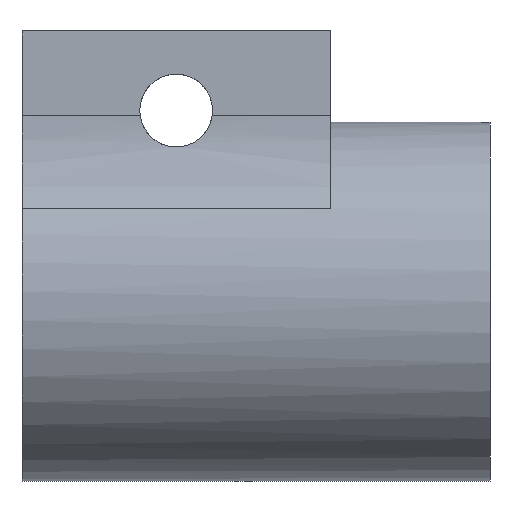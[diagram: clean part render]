
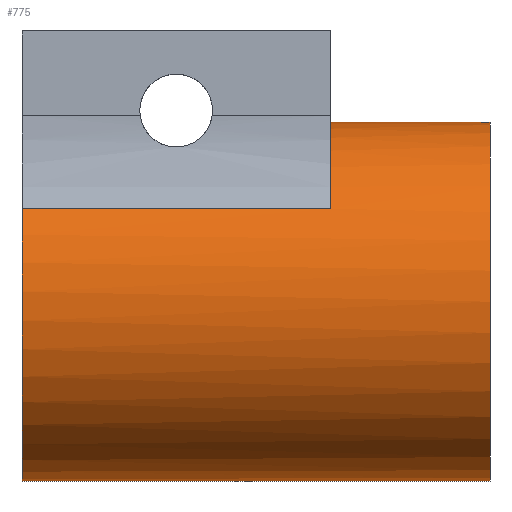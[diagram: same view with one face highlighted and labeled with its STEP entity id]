
A CAD part, left-side view. The second image highlights one B-rep face of the part: STEP entity #775.
In plain terms, the highlighted cylindrical face has radius 6.35 mm (diameter 12.7 mm), a partial arc.
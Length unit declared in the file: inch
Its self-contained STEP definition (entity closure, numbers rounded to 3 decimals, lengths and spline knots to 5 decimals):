
#73 = DIRECTION ( 'NONE',  ( 0., -1., 0. ) ) ;
#100 = CARTESIAN_POINT ( 'NONE',  ( -0.21375, 0.2225, 0.12966 ) ) ;
#238 = CARTESIAN_POINT ( 'NONE',  ( -0.0275, 0.2225, 0.24848 ) ) ;
#246 = DIRECTION ( 'NONE',  ( 0., -1., 0. ) ) ;
#274 = CIRCLE ( 'NONE', #1870, 0.25 ) ;
#373 = CIRCLE ( 'NONE', #869, 0.25 ) ;
#381 = LINE ( 'NONE', #1250, #3607 ) ;
#420 = VERTEX_POINT ( 'NONE', #100 ) ;
#476 = CARTESIAN_POINT ( 'NONE',  ( 0., 0.2225, 0.25 ) ) ;
#485 = DIRECTION ( 'NONE',  ( 0., 1., 0. ) ) ;
#552 = VECTOR ( 'NONE', #2726, 39.37008 ) ;
#594 = ORIENTED_EDGE ( 'NONE', *, *, #3936, .T. ) ;
#673 = DIRECTION ( 'NONE',  ( 0., 0., -1. ) ) ;
#688 = CARTESIAN_POINT ( 'NONE',  ( 0., 0., 0. ) ) ;
#723 = EDGE_CURVE ( 'NONE', #1807, #3515, #1808, .T. ) ;
#745 = AXIS2_PLACEMENT_3D ( 'NONE', #2719, #844, #3031 ) ;
#761 = FACE_OUTER_BOUND ( 'NONE', #1536, .T. ) ;
#775 = ADVANCED_FACE ( 'NONE', ( #761 ), #2236, .T. ) ;
#844 = DIRECTION ( 'NONE',  ( 0., 1., 0. ) ) ;
#850 = CARTESIAN_POINT ( 'NONE',  ( -0.21375, 0.6525, 0.12966 ) ) ;
#854 = CARTESIAN_POINT ( 'NONE',  ( 0., 0.6525, 0.25 ) ) ;
#869 = AXIS2_PLACEMENT_3D ( 'NONE', #1213, #3396, #1543 ) ;
#996 = DIRECTION ( 'NONE',  ( 0., 0., 1. ) ) ;
#1110 = AXIS2_PLACEMENT_3D ( 'NONE', #2257, #73, #673 ) ;
#1179 = CARTESIAN_POINT ( 'NONE',  ( -0.21375, 0.6525, 0.12966 ) ) ;
#1183 = ORIENTED_EDGE ( 'NONE', *, *, #723, .F. ) ;
#1209 = ORIENTED_EDGE ( 'NONE', *, *, #2153, .T. ) ;
#1213 = CARTESIAN_POINT ( 'NONE',  ( 0., 0.2225, 0. ) ) ;
#1226 = VERTEX_POINT ( 'NONE', #1179 ) ;
#1250 = CARTESIAN_POINT ( 'NONE',  ( 0., 0.6525, -0.25 ) ) ;
#1415 = CARTESIAN_POINT ( 'NONE',  ( 0., 0., 0.25 ) ) ;
#1434 = EDGE_CURVE ( 'NONE', #420, #3610, #2817, .T. ) ;
#1536 = EDGE_LOOP ( 'NONE', ( #1183, #1603, #2587, #1618, #3307, #594, #1209 ) ) ;
#1543 = DIRECTION ( 'NONE',  ( 0., 0., 1. ) ) ;
#1603 = ORIENTED_EDGE ( 'NONE', *, *, #2701, .F. ) ;
#1618 = ORIENTED_EDGE ( 'NONE', *, *, #3587, .T. ) ;
#1698 = VECTOR ( 'NONE', #246, 39.37008 ) ;
#1721 = CARTESIAN_POINT ( 'NONE',  ( 0., 0., -0.25 ) ) ;
#1807 = VERTEX_POINT ( 'NONE', #476 ) ;
#1808 = LINE ( 'NONE', #854, #1698 ) ;
#1870 = AXIS2_PLACEMENT_3D ( 'NONE', #688, #2881, #996 ) ;
#2153 = EDGE_CURVE ( 'NONE', #2401, #3515, #274, .T. ) ;
#2216 = LINE ( 'NONE', #850, #552 ) ;
#2221 = DIRECTION ( 'NONE',  ( 0., -1., 0. ) ) ;
#2236 = CYLINDRICAL_SURFACE ( 'NONE', #1110, 0.25 ) ;
#2257 = CARTESIAN_POINT ( 'NONE',  ( 0., 0.6525, 0. ) ) ;
#2381 = CARTESIAN_POINT ( 'NONE',  ( 0., 0.6525, 0. ) ) ;
#2401 = VERTEX_POINT ( 'NONE', #1721 ) ;
#2456 = CARTESIAN_POINT ( 'NONE',  ( 0., 0.6525, -0.25 ) ) ;
#2587 = ORIENTED_EDGE ( 'NONE', *, *, #1434, .F. ) ;
#2608 = CIRCLE ( 'NONE', #3371, 0.25 ) ;
#2684 = DIRECTION ( 'NONE',  ( 0., 0., 1. ) ) ;
#2701 = EDGE_CURVE ( 'NONE', #3610, #1807, #373, .T. ) ;
#2719 = CARTESIAN_POINT ( 'NONE',  ( 0., 0.2225, 0. ) ) ;
#2726 = DIRECTION ( 'NONE',  ( 0., 1., 0. ) ) ;
#2817 = CIRCLE ( 'NONE', #745, 0.25 ) ;
#2881 = DIRECTION ( 'NONE',  ( 0., 1., 0. ) ) ;
#2980 = EDGE_CURVE ( 'NONE', #3683, #1226, #2608, .T. ) ;
#3031 = DIRECTION ( 'NONE',  ( 0., 0., 1. ) ) ;
#3307 = ORIENTED_EDGE ( 'NONE', *, *, #2980, .F. ) ;
#3371 = AXIS2_PLACEMENT_3D ( 'NONE', #2381, #485, #2684 ) ;
#3396 = DIRECTION ( 'NONE',  ( 0., 1., 0. ) ) ;
#3515 = VERTEX_POINT ( 'NONE', #1415 ) ;
#3587 = EDGE_CURVE ( 'NONE', #420, #1226, #2216, .T. ) ;
#3607 = VECTOR ( 'NONE', #2221, 39.37008 ) ;
#3610 = VERTEX_POINT ( 'NONE', #238 ) ;
#3683 = VERTEX_POINT ( 'NONE', #2456 ) ;
#3936 = EDGE_CURVE ( 'NONE', #3683, #2401, #381, .T. ) ;
